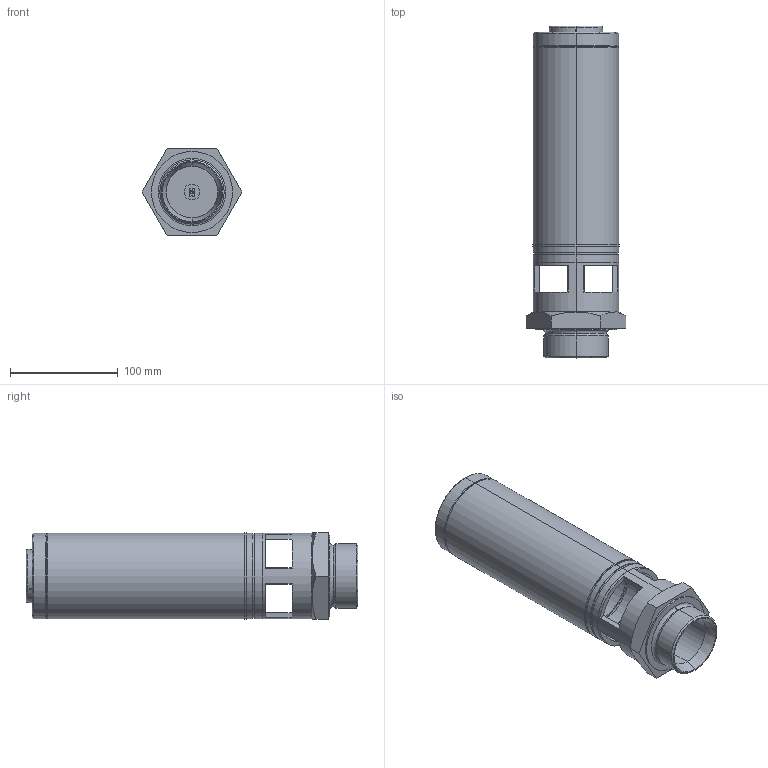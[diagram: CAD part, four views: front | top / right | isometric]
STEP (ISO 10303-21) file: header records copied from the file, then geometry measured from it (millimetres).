
FILE_DESCRIPTION (( 'STEP AP214' ), '1' );
FILE_NAME ('812 2 Dummy.STEP', '2010-07-08T09:25:02', ( '' ), ( '' ), 'SwSTEP 2.0', 'SolidWorks 2010', '' );
FILE_SCHEMA (( 'AUTOMOTIVE_DESIGN' ));
Length unit declared in the file: millimetre
Products named in the file (1): 812 2 Dummy
Bounding box: 92.38 x 307.6 x 80 mm (x, y, z)
Volume: 448731.4 mm3; surface area: 167604.7 mm2
Topology: 4 solids, 4 shells, 218 faces, 502 edges, 320 vertices
Faces by surface type: cylinder 76, plane 66, cone 36, torus 16, sphere 12, bspline 12
Entity records: 9409 total; most frequent: CARTESIAN_POINT 1873, DIRECTION 1130, ORIENTED_EDGE 1004, EDGE_CURVE 502, AXIS2_PLACEMENT_3D 471, VERTEX_POINT 320, CIRCLE 264, EDGE_LOOP 260
